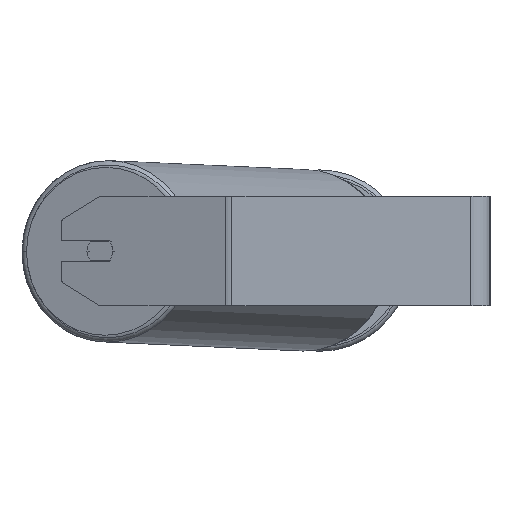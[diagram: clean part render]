
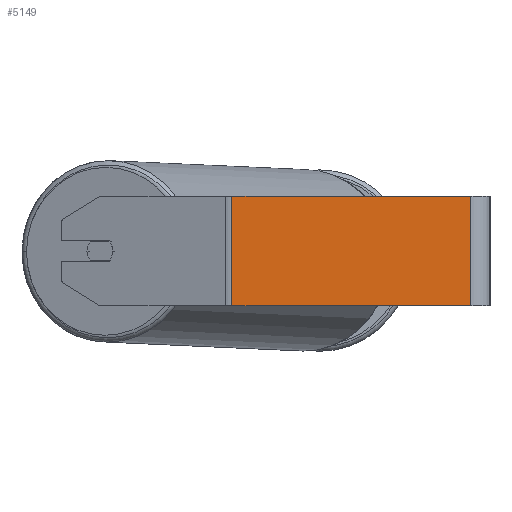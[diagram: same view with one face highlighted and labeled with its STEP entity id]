
A CAD part, left-side view. The second image highlights one B-rep face of the part: STEP entity #5149.
In plain terms, the highlighted planar face has unit normal (-1, 0, 0).
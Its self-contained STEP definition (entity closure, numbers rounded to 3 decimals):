
#101 = EDGE_CURVE ( 'NONE', #4301, #1268, #7676, .T. ) ;
#193 = EDGE_CURVE ( 'NONE', #4301, #6523, #7149, .T. ) ;
#316 = CARTESIAN_POINT ( 'NONE',  ( -700., 189.067, -40. ) ) ;
#355 = CARTESIAN_POINT ( 'NONE',  ( -700., 14., 40. ) ) ;
#549 = VECTOR ( 'NONE', #8375, 1000. ) ;
#872 = LINE ( 'NONE', #5651, #549 ) ;
#1154 = DIRECTION ( 'NONE',  ( 0., 0., -1. ) ) ;
#1268 = VERTEX_POINT ( 'NONE', #316 ) ;
#1311 = VECTOR ( 'NONE', #2397, 1000. ) ;
#2397 = DIRECTION ( 'NONE',  ( 0., 0., -1. ) ) ;
#2769 = CARTESIAN_POINT ( 'NONE',  ( -700., 14., -40. ) ) ;
#3061 = VECTOR ( 'NONE', #3785, 1000. ) ;
#3287 = EDGE_CURVE ( 'NONE', #1268, #6417, #872, .T. ) ;
#3748 = PLANE ( 'NONE',  #6660 ) ;
#3785 = DIRECTION ( 'NONE',  ( 0., 0., -1. ) ) ;
#4236 = CARTESIAN_POINT ( 'NONE',  ( -700., 189.067, 40. ) ) ;
#4301 = VERTEX_POINT ( 'NONE', #4236 ) ;
#4512 = FACE_OUTER_BOUND ( 'NONE', #6735, .T. ) ;
#4994 = DIRECTION ( 'NONE',  ( 0., -1., 0. ) ) ;
#5149 = ADVANCED_FACE ( 'NONE', ( #4512 ), #3748, .F. ) ;
#5651 = CARTESIAN_POINT ( 'NONE',  ( -700., 191.536, -40. ) ) ;
#5705 = CARTESIAN_POINT ( 'NONE',  ( -700., 191.536, 40. ) ) ;
#5814 = ORIENTED_EDGE ( 'NONE', *, *, #101, .T. ) ;
#5887 = ORIENTED_EDGE ( 'NONE', *, *, #193, .F. ) ;
#6417 = VERTEX_POINT ( 'NONE', #2769 ) ;
#6523 = VERTEX_POINT ( 'NONE', #8399 ) ;
#6623 = CARTESIAN_POINT ( 'NONE',  ( -700., 191.536, 40. ) ) ;
#6660 = AXIS2_PLACEMENT_3D ( 'NONE', #6623, #7196, #1154 ) ;
#6735 = EDGE_LOOP ( 'NONE', ( #7350, #8281, #5887, #5814 ) ) ;
#7015 = CARTESIAN_POINT ( 'NONE',  ( -700., 189.067, 40. ) ) ;
#7149 = LINE ( 'NONE', #5705, #7849 ) ;
#7196 = DIRECTION ( 'NONE',  ( 1., 0., 0. ) ) ;
#7337 = EDGE_CURVE ( 'NONE', #6523, #6417, #8502, .T. ) ;
#7350 = ORIENTED_EDGE ( 'NONE', *, *, #3287, .T. ) ;
#7676 = LINE ( 'NONE', #7015, #3061 ) ;
#7849 = VECTOR ( 'NONE', #4994, 1000. ) ;
#8281 = ORIENTED_EDGE ( 'NONE', *, *, #7337, .F. ) ;
#8375 = DIRECTION ( 'NONE',  ( 0., -1., 0. ) ) ;
#8399 = CARTESIAN_POINT ( 'NONE',  ( -700., 14., 40. ) ) ;
#8502 = LINE ( 'NONE', #355, #1311 ) ;
